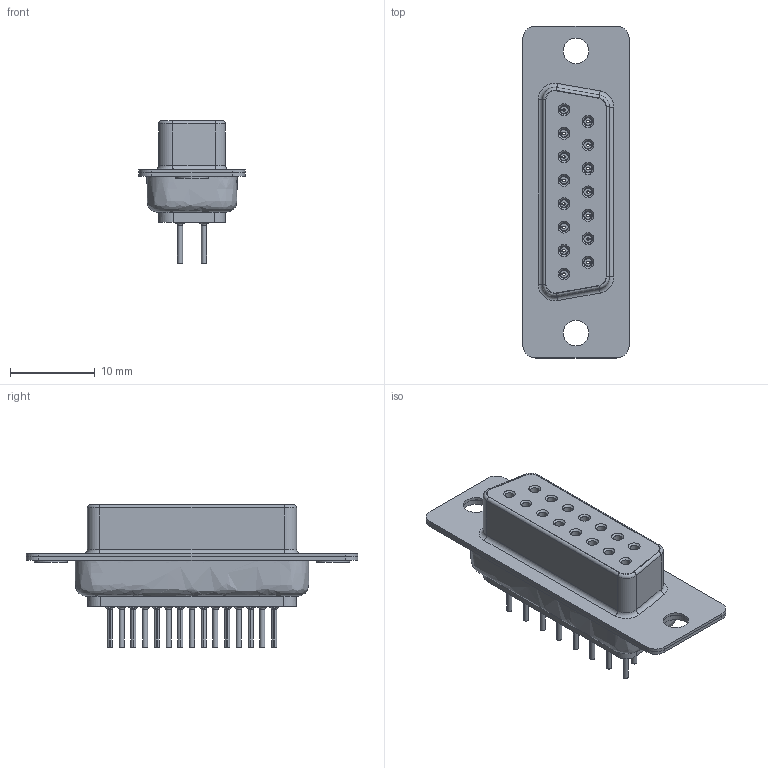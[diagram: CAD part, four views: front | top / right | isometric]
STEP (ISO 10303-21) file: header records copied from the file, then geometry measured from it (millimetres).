
FILE_DESCRIPTION(/* description */ ('Unknown'),/* implementation_level */ '2;1');
FILE_NAME(/* name */ 'J_Wurth_WR-DSUB_61801525123',/* time_stamp */ '2025-07-16T10:20:38+08:00',/* author */ ('Unknown'),/* organization */ ('Unknown'),/* preprocessor_version */ 'ST-DEVELOPER v19.4',/* originating_system */ 'Solid Edge',/* authorisation */ 'Unknown');
FILE_SCHEMA (('AUTOMOTIVE_DESIGN {1 0 10303 214 3 1 1}'));
Length unit declared in the file: millimetre
Products named in the file (2): J_Wurth_WR-DSUB_61801525123
Assembly tree (1 placements, depth 2):
  J_Wurth_WR-DSUB_61801525123
    J_Wurth_WR-DSUB_61801525123
Bounding box: 12.55 x 39.2 x 16.8 mm (x, y, z)
Volume: 2555 mm3; surface area: 6651.8 mm2
Topology: 19 solids, 19 shells, 1262 faces, 3406 edges, 2200 vertices
Faces by surface type: plane 703, cylinder 296, cone 225, torus 27, bspline 11
Full cylindrical faces by diameter (mm): 1 x15, 1.5 x15, 1.6 x15, 3 x2, 3.1 x2, 3.9 x2
Entity records: 48271 total; most frequent: CARTESIAN_POINT 16496, DIRECTION 6751, ORIENTED_EDGE 6606, EDGE_CURVE 3303, AXIS2_PLACEMENT_3D 2673, VERTEX_POINT 2166, EDGE_LOOP 1421, FACE_BOUND 1421
